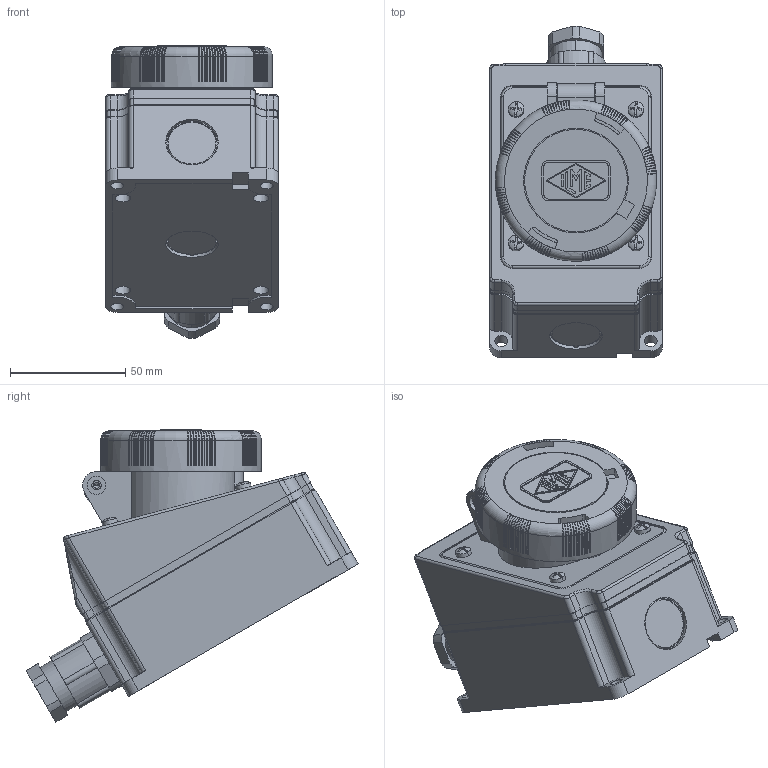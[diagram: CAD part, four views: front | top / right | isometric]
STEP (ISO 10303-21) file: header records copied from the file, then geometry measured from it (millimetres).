
FILE_DESCRIPTION(('Creo Elements/Direct Modeling STEP Export'),'2;1');
FILE_NAME('223miqb60nkrksv6656','2024-01-15T 9:46:40',(''),(''),'Creo Elements/Direct Modeling STEP processor for AP214 (Solid Model)','Creo Elements/Direct Modeling 20.5B 27-May-2023 (C) Parametric Technology GmbH','');
FILE_SCHEMA(('AUTOMOTIVE_DESIGN { 1 0 10303 214 1 1 1 1 }'));
Products named in the file (3): COPERCHIETTO1663; PEW_1663_PP
Assembly tree (2 placements, depth 2):
  PEW_1663_PP
    PEW_1663_PP
    COPERCHIETTO1663
Bounding box: 75 x 144.17 x 127.13 mm (x, y, z)
Volume: 545953.8 mm3; surface area: 97867.2 mm2
Topology: 2 solids, 2 shells, 1264 faces, 3496 edges, 2164 vertices
Faces by surface type: plane 653, cylinder 361, torus 212, bspline 20, cone 18
Entity records: 65957 total; most frequent: CARTESIAN_POINT 34415, ORIENTED_EDGE 6800, DIRECTION 6056, EDGE_CURVE 3400, AXIS2_PLACEMENT_3D 2224, VERTEX_POINT 2164, VECTOR 1608, LINE 1608
